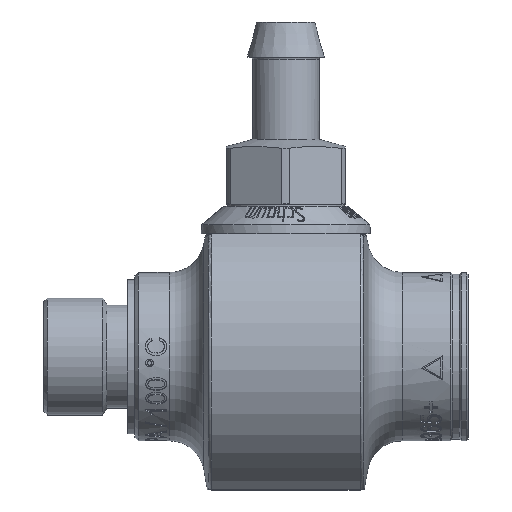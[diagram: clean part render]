
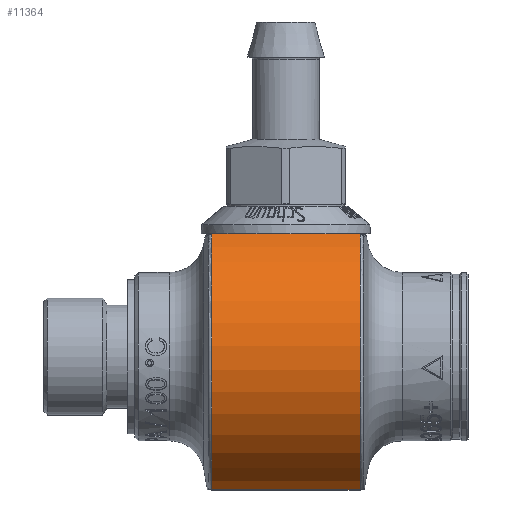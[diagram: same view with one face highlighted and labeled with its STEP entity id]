
A CAD part, top view. The second image highlights one B-rep face of the part: STEP entity #11364.
In plain terms, the highlighted cylindrical face has radius 20 mm (diameter 40 mm), a partial arc.
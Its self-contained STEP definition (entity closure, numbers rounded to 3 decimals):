
#409=LINE('',#17627,#684);
#410=LINE('',#17651,#685);
#412=LINE('',#17741,#687);
#413=LINE('',#17742,#688);
#684=VECTOR('',#12809,1000.);
#685=VECTOR('',#12820,1000.);
#687=VECTOR('',#12850,1000.);
#688=VECTOR('',#12851,1000.);
#1122=B_SPLINE_CURVE_WITH_KNOTS('',3,(#17736,#17737,#17738,#17739),
 .UNSPECIFIED.,.F.,.F.,(4,4),(0.,0.),
 .UNSPECIFIED.);
#1123=B_SPLINE_CURVE_WITH_KNOTS('',3,(#17744,#17745,#17746,#17747),
 .UNSPECIFIED.,.F.,.F.,(4,4),(0.,0.),
 .UNSPECIFIED.);
#1463=CYLINDRICAL_SURFACE('',#11856,20.);
#2472=ORIENTED_EDGE('',*,*,#4399,.F.);
#2473=ORIENTED_EDGE('',*,*,#4416,.F.);
#2474=ORIENTED_EDGE('',*,*,#4417,.T.);
#2475=ORIENTED_EDGE('',*,*,#4418,.T.);
#2476=ORIENTED_EDGE('',*,*,#4393,.T.);
#2477=ORIENTED_EDGE('',*,*,#4419,.T.);
#2478=ORIENTED_EDGE('',*,*,#4420,.T.);
#2479=ORIENTED_EDGE('',*,*,#4421,.T.);
#4393=EDGE_CURVE('',#5285,#5284,#409,.T.);
#4399=EDGE_CURVE('',#5445,#5446,#410,.T.);
#4416=EDGE_CURVE('',#5460,#5445,#5983,.T.);
#4417=EDGE_CURVE('',#5460,#5461,#1122,.T.);
#4418=EDGE_CURVE('',#5461,#5285,#412,.T.);
#4419=EDGE_CURVE('',#5284,#5462,#413,.T.);
#4420=EDGE_CURVE('',#5462,#5463,#1123,.T.);
#4421=EDGE_CURVE('',#5463,#5446,#5984,.T.);
#5284=VERTEX_POINT('',#15043);
#5285=VERTEX_POINT('',#15045);
#5445=VERTEX_POINT('',#17650);
#5446=VERTEX_POINT('',#17652);
#5460=VERTEX_POINT('',#17735);
#5461=VERTEX_POINT('',#17740);
#5462=VERTEX_POINT('',#17743);
#5463=VERTEX_POINT('',#17748);
#5983=CIRCLE('',#11857,20.);
#5984=CIRCLE('',#11858,20.);
#6374=EDGE_LOOP('',(#2472,#2473,#2474,#2475,#2476,#2477,#2478,#2479));
#7009=FACE_BOUND('',#6374,.T.);
#11364=ADVANCED_FACE('',(#7009),#1463,.T.);
#11856=AXIS2_PLACEMENT_3D('',#17733,#12846,#12847);
#11857=AXIS2_PLACEMENT_3D('',#17734,#12848,#12849);
#11858=AXIS2_PLACEMENT_3D('',#17749,#12852,#12853);
#12809=DIRECTION('',(-1.,0.,0.));
#12820=DIRECTION('',(-1.,0.,0.));
#12846=DIRECTION('',(-1.,0.,0.));
#12847=DIRECTION('',(0.,0.,1.));
#12848=DIRECTION('',(1.,0.,0.));
#12849=DIRECTION('',(0.,0.,-1.));
#12850=DIRECTION('',(-1.,0.,0.));
#12851=DIRECTION('',(-1.,0.,0.));
#12852=DIRECTION('',(1.,0.,0.));
#12853=DIRECTION('',(0.,0.,-1.));
#15043=CARTESIAN_POINT('',(-22.582,17.5,9.682));
#15045=CARTESIAN_POINT('',(-8.137,17.5,9.682));
#17627=CARTESIAN_POINT('',(-30.,17.5,9.682));
#17650=CARTESIAN_POINT('',(-4.779,-19.,6.245));
#17651=CARTESIAN_POINT('',(-30.,-19.,6.245));
#17652=CARTESIAN_POINT('',(-25.94,-19.,6.245));
#17733=CARTESIAN_POINT('',(-30.,0.,0.));
#17734=CARTESIAN_POINT('',(-4.779,0.,0.));
#17735=CARTESIAN_POINT('',(-4.779,17.5,9.683));
#17736=CARTESIAN_POINT('',(-4.779,17.5,9.683));
#17737=CARTESIAN_POINT('',(-4.783,17.5,9.683));
#17738=CARTESIAN_POINT('',(-4.786,17.5,9.683));
#17739=CARTESIAN_POINT('',(-4.79,17.5,9.682));
#17740=CARTESIAN_POINT('',(-4.79,17.5,9.682));
#17741=CARTESIAN_POINT('',(-30.,17.5,9.682));
#17742=CARTESIAN_POINT('',(-30.,17.5,9.682));
#17743=CARTESIAN_POINT('',(-25.928,17.5,9.682));
#17744=CARTESIAN_POINT('',(-25.928,17.5,9.682));
#17745=CARTESIAN_POINT('',(-25.932,17.5,9.683));
#17746=CARTESIAN_POINT('',(-25.936,17.5,9.683));
#17747=CARTESIAN_POINT('',(-25.94,17.5,9.683));
#17748=CARTESIAN_POINT('',(-25.94,17.5,9.683));
#17749=CARTESIAN_POINT('',(-25.94,0.,0.));
